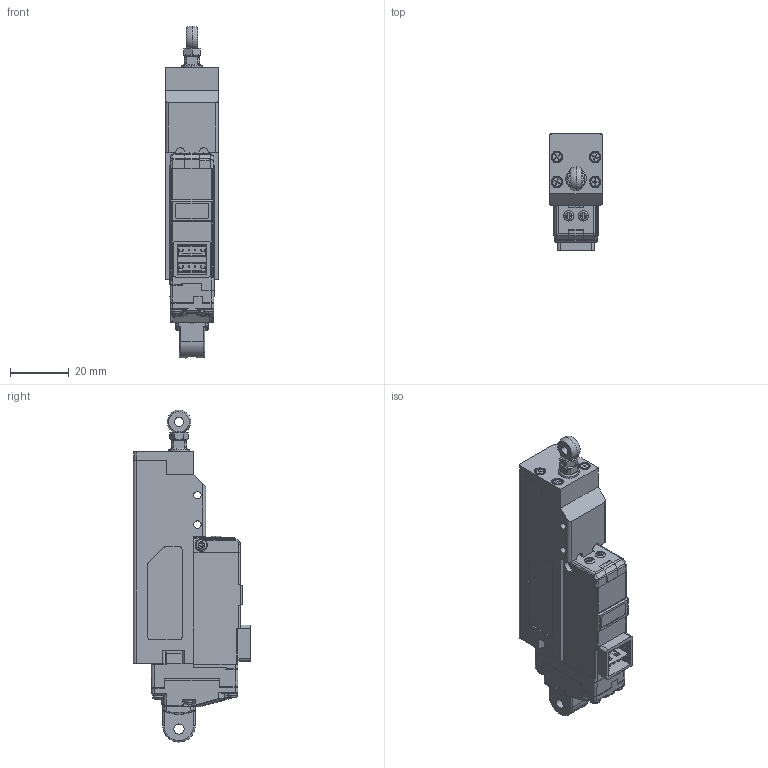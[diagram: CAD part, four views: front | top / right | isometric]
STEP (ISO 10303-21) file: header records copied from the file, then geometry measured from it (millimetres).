
FILE_DESCRIPTION (( 'STEP AP203' ), '1' );
FILE_NAME ('12Lf-xxxxx-40-Servo Series_Rev03_20250523.STEP', '2025-06-05T08:02:56', ( '' ), ( '' ), 'SwSTEP 2.0', 'SolidWorks 2020', '' );
FILE_SCHEMA (( 'CONFIG_CONTROL_DESIGN' ));
Length unit declared in the file: millimetre
Products named in the file (27): IROIX0008 SCREW, PH T1.7X18 PLS STL NI; MOLEX_4PIN-熱霜-1; IRMIP0029 CASE, PT TOP; IRMIP0032 LENS; IRMIP0030 COVER, MOTOR TOP; IRMIP0007 COVER END; IROIX0013 NUT, M3.0-2.4T NI; IRMID0001 CASE, STROKE 45; IROIX0003 SCREW, CS T1.4x4 PLS STL NI-1; IRMIT0018 NUT, ROD END SUS; IROIX0009 SCREW, PH T 2x18 PLS STL NI; 12Lf-xxxxx-40-Servo Series_Rev03_20250523; IRMIN0001 COVER POT 45; IRMIP0041 HINGE; IRMIP031 COVER, LENS; IRMIT0063 ROD END TIP ROUND, IR-MC01; IRMIT0003 ROD 45, TR4 METAL; IROIX0004 SCREW, PH M2x10 PLS  STL BK; IRMIT0052 NUT, HINGE; IROIX0022 SCREW, PH M2.5x5 PLS, STL BK; IROIX0009 SCREW, PH T 2x12 PLS STL NI; IREAB0010 PCBA, MAIN-1; MAIN_PCB(4pin); IROIX0005 SCREW, PH M2x6 PLS  STL BK; IROIX0010 SCREW, PH T 2X4 PLS STL BK; IRMIP0008 CASE, PT BTM; IRMIP0002 SPACER
Assembly tree (37 placements, depth 3):
  12Lf-xxxxx-40-Servo Series_Rev03_20250523
    IRMIP0008 CASE, PT BTM
    IRMIP0029 CASE, PT TOP
    IRMIT0052 NUT, HINGE
    IROIX0008 SCREW, PH T1.7X18 PLS STL NI  x2
    IROIX0009 SCREW, PH T 2x18 PLS STL NI  x2
    IRMIP031 COVER, LENS
    IRMIP0032 LENS
    IROIX0010 SCREW, PH T 2X4 PLS STL BK  x2
    IROIX0009 SCREW, PH T 2x12 PLS STL NI  x3
    IRMIP0030 COVER, MOTOR TOP
    IROIX0022 SCREW, PH M2.5x5 PLS, STL BK
    IRMID0001 CASE, STROKE 45
    IROIX0003 SCREW, CS T1.4x4 PLS STL NI-1  x4
    IRMIN0001 COVER POT 45
    IRMIP0002 SPACER
    IROIX0005 SCREW, PH M2x6 PLS  STL BK  x2
    IROIX0004 SCREW, PH M2x10 PLS  STL BK  x2
    IRMIP0007 COVER END
    IRMIT0003 ROD 45, TR4 METAL
    IRMIT0018 NUT, ROD END SUS
    IROIX0013 NUT, M3.0-2.4T NI
    IRMIP0041 HINGE
    IREAB0010 PCBA, MAIN-1
      MAIN_PCB(4pin)
      MOLEX_4PIN-熱霜-1  x2
    IRMIT0063 ROD END TIP ROUND, IR-MC01
Bounding box: 18 x 39.9 x 113 mm (x, y, z)
Volume: 25689 mm3; surface area: 31945.7 mm2
Topology: 36 solids, 36 shells, 2257 faces, 5929 edges, 3826 vertices
Faces by surface type: plane 1347, cylinder 604, cone 195, bspline 56, torus 50, sphere 5
Entity records: 66998 total; most frequent: CARTESIAN_POINT 16473, ORIENTED_EDGE 10126, DIRECTION 9448, EDGE_CURVE 5063, VECTOR 3286, LINE 3286, VERTEX_POINT 3284, AXIS2_PLACEMENT_3D 3081
